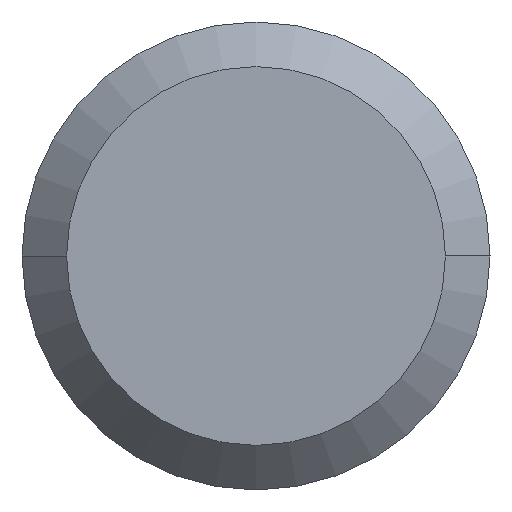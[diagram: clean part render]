
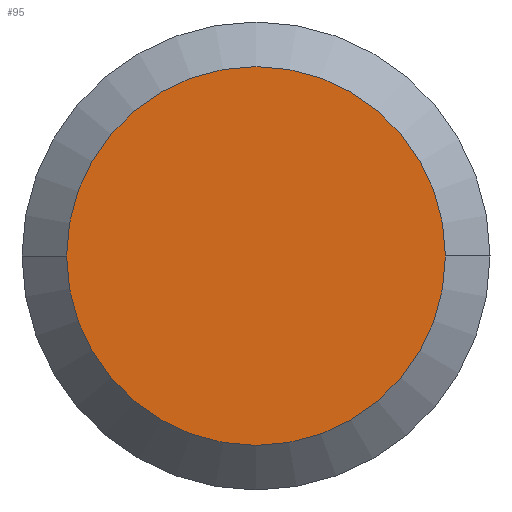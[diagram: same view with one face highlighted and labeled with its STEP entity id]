
A CAD part, left-side view. The second image highlights one B-rep face of the part: STEP entity #95.
In plain terms, the highlighted planar face has unit normal (-1, 0, 0).
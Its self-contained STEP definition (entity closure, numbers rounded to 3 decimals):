
#27 = EDGE_CURVE ( 'NONE', #266, #148, #348, .T. ) ;
#37 = AXIS2_PLACEMENT_3D ( 'NONE', #209, #182, #242 ) ;
#51 = EDGE_CURVE ( 'NONE', #148, #266, #116, .T. ) ;
#95 = ADVANCED_FACE ( 'NONE', ( #111 ), #399, .T. ) ;
#111 = FACE_OUTER_BOUND ( 'NONE', #375, .T. ) ;
#116 = CIRCLE ( 'NONE', #37, 3.238 ) ;
#136 = CARTESIAN_POINT ( 'NONE',  ( 0., 3.238, 0. ) ) ;
#144 = AXIS2_PLACEMENT_3D ( 'NONE', #310, #190, #313 ) ;
#148 = VERTEX_POINT ( 'NONE', #337 ) ;
#149 = CARTESIAN_POINT ( 'NONE',  ( 0., 0., 0. ) ) ;
#182 = DIRECTION ( 'NONE',  ( 1., 0., 0. ) ) ;
#190 = DIRECTION ( 'NONE',  ( -1., 0., 0. ) ) ;
#209 = CARTESIAN_POINT ( 'NONE',  ( 0., 0., 0. ) ) ;
#242 = DIRECTION ( 'NONE',  ( 0., 1., 0. ) ) ;
#266 = VERTEX_POINT ( 'NONE', #136 ) ;
#271 = DIRECTION ( 'NONE',  ( 0., 1., 0. ) ) ;
#293 = AXIS2_PLACEMENT_3D ( 'NONE', #149, #391, #271 ) ;
#305 = ORIENTED_EDGE ( 'NONE', *, *, #51, .F. ) ;
#310 = CARTESIAN_POINT ( 'NONE',  ( 0., 0., 0. ) ) ;
#313 = DIRECTION ( 'NONE',  ( 0., -1., 0. ) ) ;
#324 = ORIENTED_EDGE ( 'NONE', *, *, #27, .F. ) ;
#337 = CARTESIAN_POINT ( 'NONE',  ( 0., -3.238, 0. ) ) ;
#348 = CIRCLE ( 'NONE', #293, 3.238 ) ;
#375 = EDGE_LOOP ( 'NONE', ( #324, #305 ) ) ;
#391 = DIRECTION ( 'NONE',  ( 1., 0., 0. ) ) ;
#399 = PLANE ( 'NONE',  #144 ) ;
